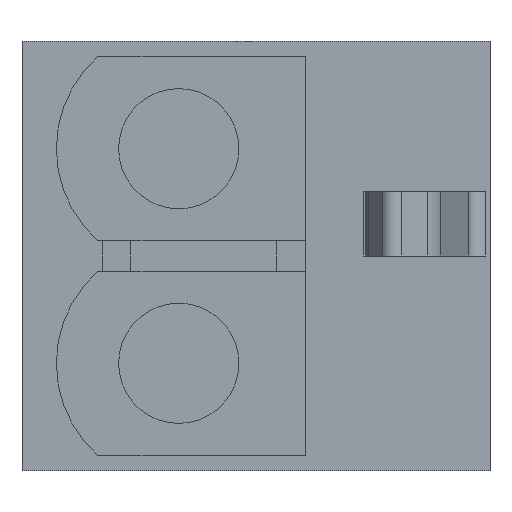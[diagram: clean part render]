
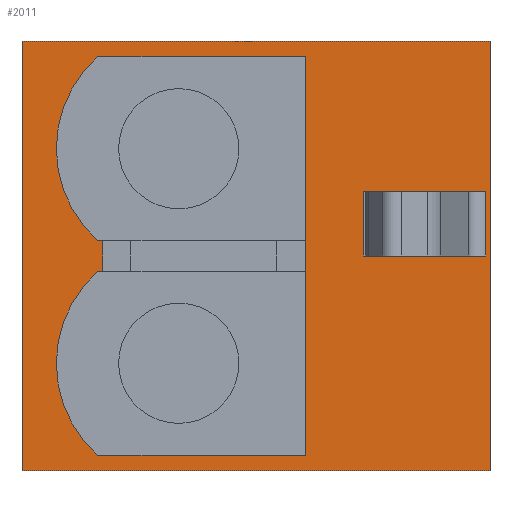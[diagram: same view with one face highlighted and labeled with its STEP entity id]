
A CAD part, front view. The second image highlights one B-rep face of the part: STEP entity #2011.
In plain terms, the highlighted planar face has unit normal (0, -1, 0).
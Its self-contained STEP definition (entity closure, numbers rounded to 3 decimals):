
#71=DIRECTION('',(-1.,0.,0.));
#72=VECTOR('',#71,10.9);
#73=CARTESIAN_POINT('',(13.797,12.335,-7.5));
#74=LINE('',#73,#72);
#75=DIRECTION('',(0.,0.,1.));
#76=VECTOR('',#75,10.);
#77=CARTESIAN_POINT('',(2.897,12.335,-7.5));
#78=LINE('',#77,#76);
#79=DIRECTION('',(1.,0.,0.));
#80=VECTOR('',#79,10.9);
#81=CARTESIAN_POINT('',(2.897,12.335,2.5));
#82=LINE('',#81,#80);
#83=DIRECTION('',(1.,0.,0.));
#84=VECTOR('',#83,4.832);
#85=CARTESIAN_POINT('',(4.665,12.335,2.14));
#86=LINE('',#85,#84);
#87=CARTESIAN_POINT('',(6.547,12.335,0.));
#88=DIRECTION('',(0.,-1.,0.));
#89=DIRECTION('',(-0.66,0.,0.751));
#90=AXIS2_PLACEMENT_3D('',#87,#88,#89);
#92=DIRECTION('',(-1.,0.,0.));
#93=VECTOR('',#92,0.112);
#94=CARTESIAN_POINT('',(4.777,12.335,-2.14));
#95=LINE('',#94,#93);
#96=DIRECTION('',(0.,0.,-1.));
#97=VECTOR('',#96,0.72);
#98=CARTESIAN_POINT('',(4.777,12.335,-2.14));
#99=LINE('',#98,#97);
#100=DIRECTION('',(1.,0.,0.));
#101=VECTOR('',#100,0.112);
#102=CARTESIAN_POINT('',(4.665,12.335,-2.86));
#103=LINE('',#102,#101);
#104=CARTESIAN_POINT('',(6.547,12.335,-5.));
#105=DIRECTION('',(0.,-1.,0.));
#106=DIRECTION('',(-0.66,0.,0.751));
#107=AXIS2_PLACEMENT_3D('',#104,#105,#106);
#109=DIRECTION('',(-1.,0.,0.));
#110=VECTOR('',#109,4.832);
#111=CARTESIAN_POINT('',(9.497,12.335,-7.14));
#112=LINE('',#111,#110);
#113=DIRECTION('',(1.,0.,0.));
#114=VECTOR('',#113,2.836);
#115=CARTESIAN_POINT('',(10.86,12.335,-1.));
#116=LINE('',#115,#114);
#117=DIRECTION('',(0.,0.,1.));
#118=VECTOR('',#117,1.5);
#119=CARTESIAN_POINT('',(10.86,12.335,-2.5));
#120=LINE('',#119,#118);
#121=DIRECTION('',(1.,0.,0.));
#122=VECTOR('',#121,2.836);
#123=CARTESIAN_POINT('',(10.86,12.335,-2.5));
#124=LINE('',#123,#122);
#125=DIRECTION('',(0.,0.,1.));
#126=VECTOR('',#125,1.5);
#127=CARTESIAN_POINT('',(13.696,12.335,-2.5));
#128=LINE('',#127,#126);
#519=DIRECTION('',(0.,0.,1.));
#520=VECTOR('',#519,10.);
#521=CARTESIAN_POINT('',(13.797,12.335,-7.5));
#522=LINE('',#521,#520);
#1155=DIRECTION('',(0.,0.,-1.));
#1156=VECTOR('',#1155,9.28);
#1157=CARTESIAN_POINT('',(9.497,12.335,2.14));
#1158=LINE('',#1157,#1156);
#1487=CARTESIAN_POINT('',(2.897,12.335,-7.5));
#1488=VERTEX_POINT('',#1487);
#1489=CARTESIAN_POINT('',(13.797,12.335,-7.5));
#1491=VERTEX_POINT('',#1489);
#1523=CARTESIAN_POINT('',(2.897,12.335,2.5));
#1524=VERTEX_POINT('',#1523);
#1525=CARTESIAN_POINT('',(13.797,12.335,2.5));
#1527=VERTEX_POINT('',#1525);
#1813=CARTESIAN_POINT('',(4.665,12.335,2.14));
#1814=CARTESIAN_POINT('',(9.497,12.335,2.14));
#1815=VERTEX_POINT('',#1813);
#1816=VERTEX_POINT('',#1814);
#1817=CARTESIAN_POINT('',(4.665,12.335,-2.14));
#1818=VERTEX_POINT('',#1817);
#1827=CARTESIAN_POINT('',(9.497,12.335,-7.14));
#1828=CARTESIAN_POINT('',(4.665,12.335,-7.14));
#1829=VERTEX_POINT('',#1827);
#1830=VERTEX_POINT('',#1828);
#1832=CARTESIAN_POINT('',(4.665,12.335,-2.86));
#1834=VERTEX_POINT('',#1832);
#1889=CARTESIAN_POINT('',(10.86,12.335,-1.));
#1890=CARTESIAN_POINT('',(13.696,12.335,-1.));
#1891=VERTEX_POINT('',#1889);
#1892=VERTEX_POINT('',#1890);
#1893=CARTESIAN_POINT('',(10.86,12.335,-2.5));
#1894=CARTESIAN_POINT('',(13.696,12.335,-2.5));
#1895=VERTEX_POINT('',#1893);
#1896=VERTEX_POINT('',#1894);
#1897=CARTESIAN_POINT('',(4.777,12.335,-2.14));
#1898=CARTESIAN_POINT('',(4.777,12.335,-2.86));
#1899=VERTEX_POINT('',#1897);
#1900=VERTEX_POINT('',#1898);
#1969=CARTESIAN_POINT('',(2.897,12.335,-7.5));
#1970=DIRECTION('',(0.,-1.,0.));
#1971=DIRECTION('',(1.,0.,0.));
#1972=AXIS2_PLACEMENT_3D('',#1969,#1970,#1971);
#1973=PLANE('',#1972);
#1974=ORIENTED_EDGE('',*,*,#1930,.T.);
#1976=ORIENTED_EDGE('',*,*,#1975,.T.);
#1978=ORIENTED_EDGE('',*,*,#1977,.T.);
#1980=ORIENTED_EDGE('',*,*,#1979,.F.);
#1981=EDGE_LOOP('',(#1974,#1976,#1978,#1980));
#1982=FACE_OUTER_BOUND('',#1981,.F.);
#1984=ORIENTED_EDGE('',*,*,#1983,.F.);
#1986=ORIENTED_EDGE('',*,*,#1985,.F.);
#1988=ORIENTED_EDGE('',*,*,#1987,.T.);
#1990=ORIENTED_EDGE('',*,*,#1989,.F.);
#1992=ORIENTED_EDGE('',*,*,#1991,.T.);
#1994=ORIENTED_EDGE('',*,*,#1993,.F.);
#1996=ORIENTED_EDGE('',*,*,#1995,.T.);
#1998=ORIENTED_EDGE('',*,*,#1997,.F.);
#1999=EDGE_LOOP('',(#1984,#1986,#1988,#1990,#1992,#1994,#1996,#1998));
#2000=FACE_BOUND('',#1999,.F.);
#2002=ORIENTED_EDGE('',*,*,#2001,.F.);
#2004=ORIENTED_EDGE('',*,*,#2003,.F.);
#2006=ORIENTED_EDGE('',*,*,#2005,.T.);
#2008=ORIENTED_EDGE('',*,*,#2007,.T.);
#2009=EDGE_LOOP('',(#2002,#2004,#2006,#2008));
#2010=FACE_BOUND('',#2009,.F.);
#2011=ADVANCED_FACE('',(#1982,#2000,#2010),#1973,.T.);
#91=CIRCLE('',#90,2.85);
#108=CIRCLE('',#107,2.85);
#1930=EDGE_CURVE('',#1491,#1488,#74,.T.);
#1975=EDGE_CURVE('',#1488,#1524,#78,.T.);
#1977=EDGE_CURVE('',#1524,#1527,#82,.T.);
#1979=EDGE_CURVE('',#1491,#1527,#522,.T.);
#1983=EDGE_CURVE('',#1816,#1829,#1158,.T.);
#1985=EDGE_CURVE('',#1815,#1816,#86,.T.);
#1987=EDGE_CURVE('',#1815,#1818,#91,.T.);
#1989=EDGE_CURVE('',#1899,#1818,#95,.T.);
#1991=EDGE_CURVE('',#1899,#1900,#99,.T.);
#1993=EDGE_CURVE('',#1834,#1900,#103,.T.);
#1995=EDGE_CURVE('',#1834,#1830,#108,.T.);
#1997=EDGE_CURVE('',#1829,#1830,#112,.T.);
#2001=EDGE_CURVE('',#1891,#1892,#116,.T.);
#2003=EDGE_CURVE('',#1895,#1891,#120,.T.);
#2005=EDGE_CURVE('',#1895,#1896,#124,.T.);
#2007=EDGE_CURVE('',#1896,#1892,#128,.T.);
